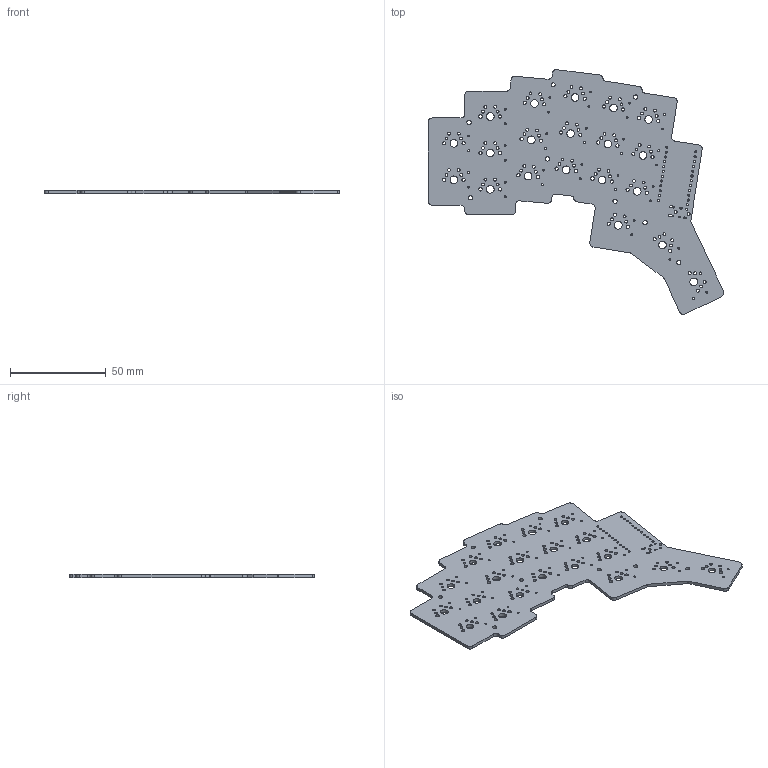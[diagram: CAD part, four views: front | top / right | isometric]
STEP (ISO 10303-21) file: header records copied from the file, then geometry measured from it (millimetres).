
FILE_DESCRIPTION(('KiCad electronic assembly'),'2;1');
FILE_NAME('cumulus.step','2022-09-08T16:12:46',('Pcbnew'),('Kicad'), 'Open CASCADE STEP processor 7.6','KiCad to STEP converter','Unknown' );
FILE_SCHEMA(('AUTOMOTIVE_DESIGN { 1 0 10303 214 1 1 1 1 }'));
Length unit declared in the file: millimetre
Products named in the file (2): cumulus 1; cumulus PCB
Assembly tree (1 placements, depth 2):
  cumulus 1
    cumulus PCB
Bounding box: 153.92 x 127.64 x 1.6 mm (x, y, z)
Volume: 15697.4 mm3; surface area: 22292.8 mm2
Topology: 1 solids, 1 shells, 309 faces, 921 edges, 614 vertices
Faces by surface type: cylinder 264, plane 45
Full cylindrical faces by diameter (mm): 0.991 x40, 1.092 x24, 1.499 x80, 1.5 x2, 1.702 x40, 2.2 x8, 3.988 x20
Entity records: 25159 total; most frequent: CARTESIAN_POINT 6864, DIRECTION 3377, ORIENTED_EDGE 1842, PCURVE 1842, DEFINITIONAL_REPRESENTATION 1842, LINE 1699, VECTOR 1699, EDGE_CURVE 921
